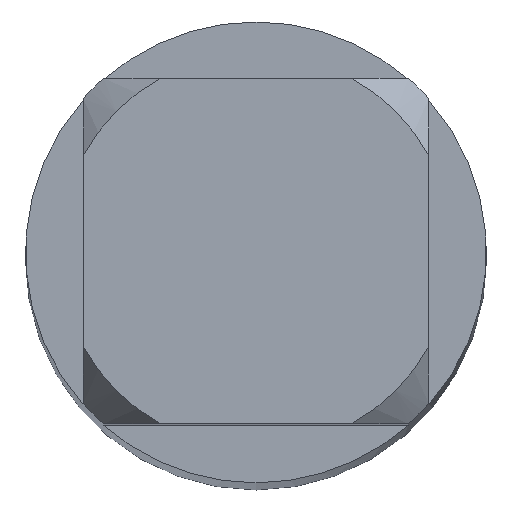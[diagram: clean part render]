
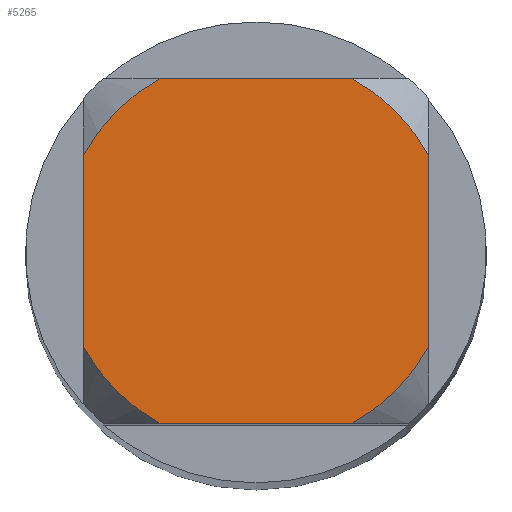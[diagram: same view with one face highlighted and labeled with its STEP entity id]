
A CAD part, top view. The second image highlights one B-rep face of the part: STEP entity #5265.
In plain terms, the highlighted planar face has unit normal (0, 0, 1).
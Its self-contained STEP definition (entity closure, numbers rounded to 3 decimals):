
#2323=EDGE_CURVE('',#2407,#3349,#6277,.T.);
#2407=VERTEX_POINT('',#6368);
#2835=EDGE_CURVE('',#3287,#3349,#6833,.T.);
#2987=EDGE_CURVE('',#2407,#5507,#6993,.T.);
#3287=VERTEX_POINT('',#7328);
#3349=VERTEX_POINT('',#7394);
#3681=VERTEX_POINT('',#7754);
#4101=EDGE_CURVE('',#3287,#5177,#8213,.T.);
#4125=EDGE_CURVE('',#4971,#3681,#8239,.T.);
#4677=EDGE_CURVE('',#4971,#5177,#8839,.T.);
#4679=EDGE_CURVE('',#5129,#3681,#8841,.T.);
#4971=VERTEX_POINT('',#9160);
#5129=VERTEX_POINT('',#9334);
#5177=VERTEX_POINT('',#9386);
#5245=EDGE_CURVE('',#5129,#5507,#9458,.T.);
#5265=ADVANCED_FACE('',(#9479),#9480,.T.);
#5507=VERTEX_POINT('',#9747);
#6277=LINE('',#11527,#11528);
#6368=CARTESIAN_POINT('',(0.581,1.05,0.0));
#6833=CIRCLE('',#12838,1.2);
#6993=CIRCLE('',#13200,1.2);
#7328=CARTESIAN_POINT('',(-1.05,0.581,0.0));
#7394=CARTESIAN_POINT('',(-0.581,1.05,0.0));
#7754=CARTESIAN_POINT('',(0.581,-1.05,0.0));
#8213=LINE('',#16496,#16497);
#8239=LINE('',#16541,#16542);
#8839=CIRCLE('',#18425,1.2);
#8841=CIRCLE('',#18428,1.2);
#9160=CARTESIAN_POINT('',(-0.581,-1.05,0.0));
#9334=CARTESIAN_POINT('',(1.05,-0.581,0.0));
#9386=CARTESIAN_POINT('',(-1.05,-0.581,0.0));
#9458=LINE('',#19862,#19863);
#9479=FACE_OUTER_BOUND('',#19887,.T.);
#9480=PLANE('',#19888);
#9747=CARTESIAN_POINT('',(1.05,0.581,0.0));
#11527=CARTESIAN_POINT('',(0.0,1.05,0.0));
#11528=VECTOR('',#22269,1.0);
#12838=AXIS2_PLACEMENT_3D('',#22801,#22802,#22803);
#13200=AXIS2_PLACEMENT_3D('',#22945,#22946,#22947);
#16496=CARTESIAN_POINT('',(-1.05,0.3,0.0));
#16497=VECTOR('',#24402,1.0);
#16541=CARTESIAN_POINT('',(0.0,-1.05,0.0));
#16542=VECTOR('',#24429,1.0);
#18425=AXIS2_PLACEMENT_3D('',#25053,#25054,#25055);
#18428=AXIS2_PLACEMENT_3D('',#25056,#25057,#25058);
#19862=CARTESIAN_POINT('',(1.05,0.3,0.0));
#19863=VECTOR('',#25712,1.0);
#19887=EDGE_LOOP('',(#25731,#25732,#25733,#25734,#25735,#25736,#25737,#25738));
#19888=AXIS2_PLACEMENT_3D('',#25739,#25740,#25741);
#22269=DIRECTION('',(-1.0,0.0,0.0));
#22801=CARTESIAN_POINT('',(0.0,0.0,0.0));
#22802=DIRECTION('',(0.0,0.0,-1.0));
#22803=DIRECTION('',(0.0,1.0,0.0));
#22945=CARTESIAN_POINT('',(0.0,0.0,0.0));
#22946=DIRECTION('',(0.0,0.0,-1.0));
#22947=DIRECTION('',(0.0,1.0,0.0));
#24402=DIRECTION('',(-0.0,-1.0,0.0));
#24429=DIRECTION('',(1.0,0.0,0.0));
#25053=CARTESIAN_POINT('',(0.0,0.0,0.0));
#25054=DIRECTION('',(0.0,0.0,-1.0));
#25055=DIRECTION('',(0.0,1.0,0.0));
#25056=CARTESIAN_POINT('',(0.0,0.0,0.0));
#25057=DIRECTION('',(0.0,0.0,-1.0));
#25058=DIRECTION('',(0.0,1.0,0.0));
#25712=DIRECTION('',(-0.0,1.0,0.0));
#25731=ORIENTED_EDGE('',*,*,#4101,.T.);
#25732=ORIENTED_EDGE('',*,*,#4677,.F.);
#25733=ORIENTED_EDGE('',*,*,#4125,.T.);
#25734=ORIENTED_EDGE('',*,*,#4679,.F.);
#25735=ORIENTED_EDGE('',*,*,#5245,.T.);
#25736=ORIENTED_EDGE('',*,*,#2987,.F.);
#25737=ORIENTED_EDGE('',*,*,#2323,.T.);
#25738=ORIENTED_EDGE('',*,*,#2835,.F.);
#25739=CARTESIAN_POINT('',(0.0,0.6,0.0));
#25740=DIRECTION('',(-0.0,0.0,1.0));
#25741=DIRECTION('',(0.0,-1.0,0.0));
